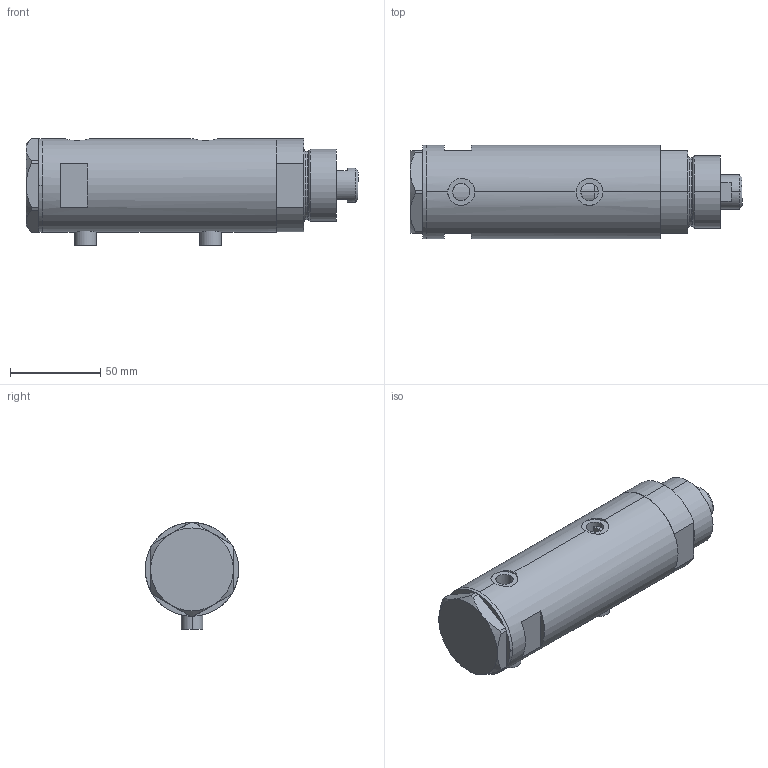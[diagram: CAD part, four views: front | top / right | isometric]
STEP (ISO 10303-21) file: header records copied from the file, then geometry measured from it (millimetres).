
FILE_DESCRIPTION (( 'STEP AP203' ), '1' );
FILE_NAME ('66d7.STEP', '2024-02-11T15:37:39', ( '' ), ( '' ), 'SwSTEP 2.0', 'SolidWorks 2019', '' );
FILE_SCHEMA (( 'CONFIG_CONTROL_DESIGN' ));
Length unit declared in the file: millimetre
Products named in the file (5): V270CG_MIDDLE 08e85f1011a5dd00c19a31e388621ffb; 66d7; V270CG_VC 08e85f1011a5dd00c19a31e388621ffb; V270CG_FRONT 08e85f1011a5dd00c19a31e388621ffb; V270CG_BACK 08e85f1011a5dd00c19a31e388621ffb
Assembly tree (4 placements, depth 2):
  66d7
    V270CG_MIDDLE 08e85f1011a5dd00c19a31e388621ffb
    V270CG_BACK 08e85f1011a5dd00c19a31e388621ffb
    V270CG_FRONT 08e85f1011a5dd00c19a31e388621ffb
    V270CG_VC 08e85f1011a5dd00c19a31e388621ffb
Bounding box: 184.4 x 52 x 59.4 mm (x, y, z)
Volume: 331757.3 mm3; surface area: 77130.7 mm2
Topology: 4 solids, 4 shells, 134 faces, 307 edges, 187 vertices
Faces by surface type: plane 65, cylinder 49, cone 16, torus 4
Entity records: 4836 total; most frequent: CARTESIAN_POINT 1259, DIRECTION 681, ORIENTED_EDGE 610, EDGE_CURVE 305, AXIS2_PLACEMENT_3D 275, VERTEX_POINT 187, EDGE_LOOP 150, CIRCLE 134
